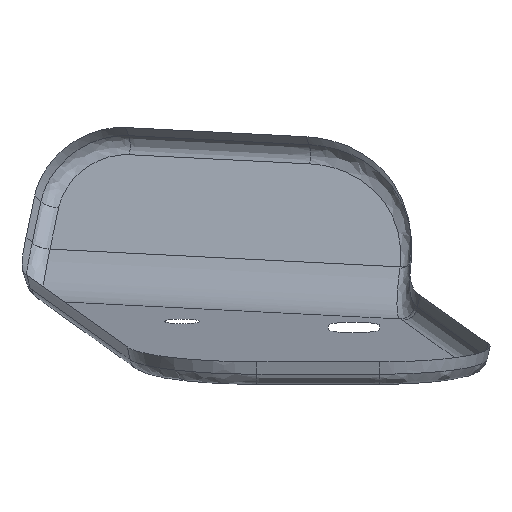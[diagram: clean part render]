
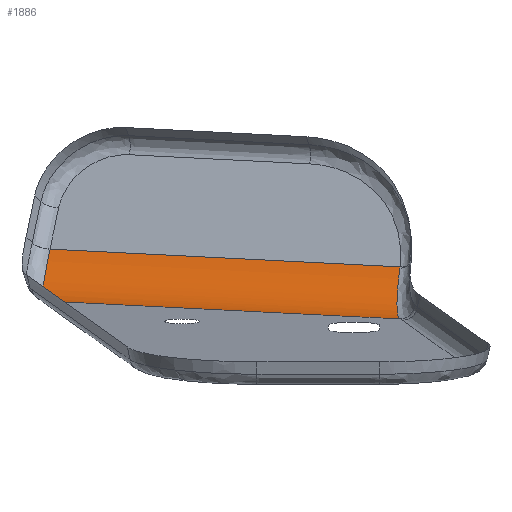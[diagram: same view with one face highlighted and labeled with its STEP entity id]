
A CAD part, left-side view. The second image highlights one B-rep face of the part: STEP entity #1886.
In plain terms, the highlighted cylindrical face has radius 21.375 mm (diameter 42.75 mm), a partial arc.
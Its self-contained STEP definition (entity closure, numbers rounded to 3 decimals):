
#641=CARTESIAN_POINT('Vertex',(1668.763,633.254,1153.128)) ;
#748=CARTESIAN_POINT('Control Point',(1668.763,633.254,1153.128)) ;
#749=CARTESIAN_POINT('Control Point',(1668.74,633.261,1153.079)) ;
#750=CARTESIAN_POINT('Control Point',(1668.717,633.267,1153.031)) ;
#751=CARTESIAN_POINT('Control Point',(1668.694,633.274,1152.982)) ;
#752=CARTESIAN_POINT('Control Point',(1668.667,633.282,1152.927)) ;
#753=CARTESIAN_POINT('Control Point',(1668.64,633.289,1152.871)) ;
#754=CARTESIAN_POINT('Control Point',(1668.637,633.29,1152.864)) ;
#755=CARTESIAN_POINT('Control Point',(1668.633,633.291,1152.856)) ;
#756=CARTESIAN_POINT('Control Point',(1668.63,633.292,1152.849)) ;
#757=CARTESIAN_POINT('Vertex',(1668.63,633.292,1152.849)) ;
#1508=CARTESIAN_POINT('Control Point',(1698.122,714.712,1157.254)) ;
#1509=CARTESIAN_POINT('Control Point',(1668.763,633.254,1153.128)) ;
#1510=CARTESIAN_POINT('Vertex',(1698.122,714.712,1157.254)) ;
#1732=CARTESIAN_POINT('Control Point',(1668.63,633.292,1152.849)) ;
#1733=CARTESIAN_POINT('Control Point',(1668.524,633.323,1152.632)) ;
#1734=CARTESIAN_POINT('Control Point',(1668.417,633.353,1152.419)) ;
#1735=CARTESIAN_POINT('Control Point',(1668.307,633.381,1152.21)) ;
#1736=CARTESIAN_POINT('Control Point',(1668.082,633.435,1151.796)) ;
#1737=CARTESIAN_POINT('Control Point',(1667.844,633.485,1151.389)) ;
#1738=CARTESIAN_POINT('Control Point',(1667.721,633.51,1151.188)) ;
#1739=CARTESIAN_POINT('Control Point',(1667.438,633.562,1150.736)) ;
#1740=CARTESIAN_POINT('Control Point',(1667.137,633.611,1150.291)) ;
#1741=CARTESIAN_POINT('Control Point',(1666.966,633.637,1150.048)) ;
#1742=CARTESIAN_POINT('Control Point',(1666.613,633.686,1149.566)) ;
#1743=CARTESIAN_POINT('Control Point',(1666.242,633.73,1149.098)) ;
#1744=CARTESIAN_POINT('Control Point',(1666.053,633.751,1148.868)) ;
#1745=CARTESIAN_POINT('Control Point',(1665.469,633.812,1148.183)) ;
#1746=CARTESIAN_POINT('Control Point',(1664.849,633.862,1147.532)) ;
#1747=CARTESIAN_POINT('Control Point',(1664.42,633.891,1147.112)) ;
#1748=CARTESIAN_POINT('Control Point',(1663.524,633.941,1146.296)) ;
#1749=CARTESIAN_POINT('Control Point',(1662.574,633.972,1145.547)) ;
#1750=CARTESIAN_POINT('Control Point',(1662.082,633.982,1145.186)) ;
#1751=CARTESIAN_POINT('Control Point',(1661.065,633.994,1144.491)) ;
#1752=CARTESIAN_POINT('Control Point',(1660.003,633.984,1143.868)) ;
#1753=CARTESIAN_POINT('Control Point',(1659.457,633.974,1143.572)) ;
#1754=CARTESIAN_POINT('Control Point',(1658.619,633.949,1143.153)) ;
#1755=CARTESIAN_POINT('Control Point',(1657.763,633.91,1142.777)) ;
#1756=CARTESIAN_POINT('Control Point',(1657.472,633.896,1142.655)) ;
#1757=CARTESIAN_POINT('Control Point',(1656.885,633.863,1142.42)) ;
#1758=CARTESIAN_POINT('Control Point',(1656.291,633.824,1142.204)) ;
#1759=CARTESIAN_POINT('Control Point',(1655.993,633.802,1142.101)) ;
#1760=CARTESIAN_POINT('Control Point',(1654.921,633.719,1141.75)) ;
#1761=CARTESIAN_POINT('Control Point',(1653.831,633.612,1141.461)) ;
#1762=CARTESIAN_POINT('Control Point',(1653.037,633.521,1141.283)) ;
#1763=CARTESIAN_POINT('Control Point',(1652.215,633.411,1141.132)) ;
#1764=CARTESIAN_POINT('Control Point',(1651.393,633.285,1141.014)) ;
#1765=CARTESIAN_POINT('Control Point',(1651.368,633.282,1141.01)) ;
#1766=CARTESIAN_POINT('Control Point',(1651.343,633.278,1141.007)) ;
#1767=CARTESIAN_POINT('Control Point',(1651.318,633.274,1141.003)) ;
#1768=CARTESIAN_POINT('Vertex',(1651.318,633.274,1141.003)) ;
#1826=CARTESIAN_POINT('Axis2P3D Location',(1660.939,668.222,1163.941)) ;
#1832=CARTESIAN_POINT('Control Point',(1683.422,715.811,1145.635)) ;
#1833=CARTESIAN_POINT('Control Point',(1683.609,715.843,1145.68)) ;
#1834=CARTESIAN_POINT('Control Point',(1683.794,715.875,1145.725)) ;
#1835=CARTESIAN_POINT('Control Point',(1683.977,715.906,1145.772)) ;
#1836=CARTESIAN_POINT('Control Point',(1684.337,715.965,1145.868)) ;
#1837=CARTESIAN_POINT('Control Point',(1684.688,716.021,1145.967)) ;
#1838=CARTESIAN_POINT('Control Point',(1684.861,716.047,1146.018)) ;
#1839=CARTESIAN_POINT('Control Point',(1685.153,716.09,1146.106)) ;
#1840=CARTESIAN_POINT('Control Point',(1685.442,716.128,1146.199)) ;
#1841=CARTESIAN_POINT('Control Point',(1685.563,716.143,1146.238)) ;
#1842=CARTESIAN_POINT('Control Point',(1686.038,716.199,1146.397)) ;
#1843=CARTESIAN_POINT('Control Point',(1686.508,716.243,1146.567)) ;
#1844=CARTESIAN_POINT('Control Point',(1686.862,716.27,1146.704)) ;
#1845=CARTESIAN_POINT('Control Point',(1687.703,716.318,1147.048)) ;
#1846=CARTESIAN_POINT('Control Point',(1688.538,716.334,1147.439)) ;
#1847=CARTESIAN_POINT('Control Point',(1689.015,716.333,1147.681)) ;
#1848=CARTESIAN_POINT('Control Point',(1690.444,716.303,1148.46)) ;
#1849=CARTESIAN_POINT('Control Point',(1691.803,716.197,1149.378)) ;
#1850=CARTESIAN_POINT('Control Point',(1692.675,716.098,1150.055)) ;
#1851=CARTESIAN_POINT('Control Point',(1694.024,715.898,1151.258)) ;
#1852=CARTESIAN_POINT('Control Point',(1695.228,715.647,1152.607)) ;
#1853=CARTESIAN_POINT('Control Point',(1695.672,715.543,1153.15)) ;
#1854=CARTESIAN_POINT('Control Point',(1696.344,715.367,1154.055)) ;
#1855=CARTESIAN_POINT('Control Point',(1696.942,715.179,1154.994)) ;
#1856=CARTESIAN_POINT('Control Point',(1697.156,715.107,1155.351)) ;
#1857=CARTESIAN_POINT('Control Point',(1697.485,714.987,1155.936)) ;
#1858=CARTESIAN_POINT('Control Point',(1697.788,714.863,1156.533)) ;
#1859=CARTESIAN_POINT('Control Point',(1697.902,714.814,1156.768)) ;
#1860=CARTESIAN_POINT('Control Point',(1698.013,714.764,1157.007)) ;
#1861=CARTESIAN_POINT('Control Point',(1698.122,714.712,1157.254)) ;
#1862=CARTESIAN_POINT('Vertex',(1683.422,715.811,1145.635)) ;
#1865=CARTESIAN_POINT('Line Origine',(1667.093,677.042,1143.22)) ;
#1869=CARTESIAN_POINT('Vertex',(1680.944,715.472,1145.167)) ;
#1873=CARTESIAN_POINT('Control Point',(1680.944,715.472,1145.167)) ;
#1874=CARTESIAN_POINT('Control Point',(1681.76,715.565,1145.282)) ;
#1875=CARTESIAN_POINT('Control Point',(1682.602,715.671,1145.441)) ;
#1876=CARTESIAN_POINT('Control Point',(1683.422,715.811,1145.635)) ;
#1827=DIRECTION('Axis2P3D Direction',(-0.339,-0.94,-0.048)) ;
#1828=DIRECTION('Axis2P3D XDirection',(-0.563,0.162,0.81)) ;
#1866=DIRECTION('Vector Direction',(-0.339,-0.94,-0.048)) ;
#1829=AXIS2_PLACEMENT_3D('Cylinder Axis2P3D',#1826,#1827,#1828) ;
#1879=ORIENTED_EDGE('',*,*,#1864,.T.) ;
#1880=ORIENTED_EDGE('',*,*,#1512,.T.) ;
#1881=ORIENTED_EDGE('',*,*,#759,.T.) ;
#1882=ORIENTED_EDGE('',*,*,#1770,.T.) ;
#1883=ORIENTED_EDGE('',*,*,#1871,.F.) ;
#1884=ORIENTED_EDGE('',*,*,#1877,.T.) ;
#1867=VECTOR('Line Direction',#1866,1.) ;
#1886=ADVANCED_FACE('Offset.2',(#1885),#1830,.T.) ;
#747=B_SPLINE_CURVE_WITH_KNOTS('',5,(#748,#749,#750,#751,#752,#753,#754,#755,#756),.UNSPECIFIED.,.F.,.U.,(6,3,6),(21.264,21.638,21.699),.UNSPECIFIED.) ;
#1507=B_SPLINE_CURVE_WITH_KNOTS('',1,(#1508,#1509),.UNSPECIFIED.,.F.,.U.,(2,2),(-55.962,30.724),.UNSPECIFIED.) ;
#1731=B_SPLINE_CURVE_WITH_KNOTS('',5,(#1732,#1733,#1734,#1735,#1736,#1737,#1738,#1739,#1740,#1741,#1742,#1743,#1744,#1745,#1746,#1747,#1748,#1749,#1750,#1751,#1752,#1753,#1754,#1755,#1756,#1757,#1758,#1759,#1760,#1761,#1762,#1763,#1764,#1765,#1766,#1767),.UNSPECIFIED.,.F.,.U.,(6,3,3,3,3,3,3,3,3,3,3,6),(6.639,8.189,9.74,11.682,13.62,17.54,21.539,25.618,27.705,29.791,35.163,35.331),.UNSPECIFIED.) ;
#1831=B_SPLINE_CURVE_WITH_KNOTS('',5,(#1832,#1833,#1834,#1835,#1836,#1837,#1838,#1839,#1840,#1841,#1842,#1843,#1844,#1845,#1846,#1847,#1848,#1849,#1850,#1851,#1852,#1853,#1854,#1855,#1856,#1857,#1858,#1859,#1860,#1861),.UNSPECIFIED.,.F.,.U.,(6,3,3,3,3,3,3,3,3,6),(8.02,9.369,10.718,11.665,14.516,18.451,26.464,31.546,34.608,36.554),.UNSPECIFIED.) ;
#1872=B_SPLINE_CURVE_WITH_KNOTS('',3,(#1873,#1874,#1875,#1876),.UNSPECIFIED.,.F.,.U.,(4,4),(21.711,24.985),.UNSPECIFIED.) ;
#1830=CYLINDRICAL_SURFACE('generated cylinder',#1829,21.375) ;
#759=EDGE_CURVE('',#642,#758,#747,.T.) ;
#1512=EDGE_CURVE('',#1511,#642,#1507,.T.) ;
#1770=EDGE_CURVE('',#758,#1769,#1731,.T.) ;
#1864=EDGE_CURVE('',#1863,#1511,#1831,.T.) ;
#1871=EDGE_CURVE('',#1870,#1769,#1868,.T.) ;
#1877=EDGE_CURVE('',#1870,#1863,#1872,.T.) ;
#1878=EDGE_LOOP('',(#1879,#1880,#1881,#1882,#1883,#1884)) ;
#1885=FACE_OUTER_BOUND('',#1878,.T.) ;
#1868=LINE('Line',#1865,#1867) ;
#642=VERTEX_POINT('',#641) ;
#758=VERTEX_POINT('',#757) ;
#1511=VERTEX_POINT('',#1510) ;
#1769=VERTEX_POINT('',#1768) ;
#1863=VERTEX_POINT('',#1862) ;
#1870=VERTEX_POINT('',#1869) ;
